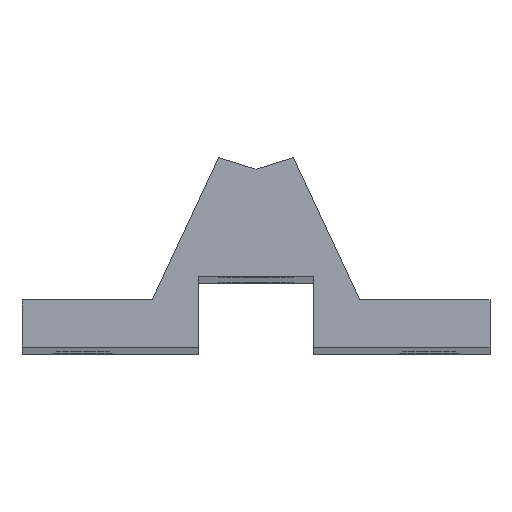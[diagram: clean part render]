
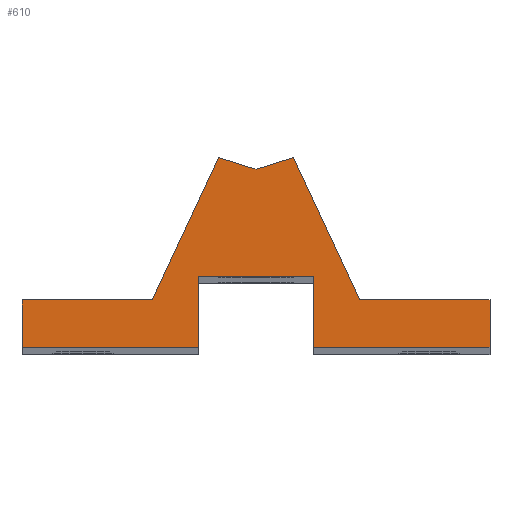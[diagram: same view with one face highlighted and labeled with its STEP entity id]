
A CAD part, top view. The second image highlights one B-rep face of the part: STEP entity #610.
In plain terms, the highlighted planar face has unit normal (0, 0, 1).
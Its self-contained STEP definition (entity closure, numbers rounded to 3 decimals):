
#50=PLANE('',#687);
#80=FACE_OUTER_BOUND('',#125,.T.);
#125=EDGE_LOOP('',(#559,#560,#561,#562,#563,#564,#565,#566,#567,#568,#569,
#570,#571));
#142=LINE('',#902,#199);
#152=LINE('',#919,#209);
#162=LINE('',#965,#219);
#166=LINE('',#972,#223);
#169=LINE('',#978,#226);
#172=LINE('',#984,#229);
#175=LINE('',#990,#232);
#178=LINE('',#996,#235);
#181=LINE('',#1002,#238);
#184=LINE('',#1008,#241);
#187=LINE('',#1014,#244);
#190=LINE('',#1020,#247);
#193=LINE('',#1025,#250);
#199=VECTOR('',#732,10.);
#209=VECTOR('',#750,10.);
#219=VECTOR('',#802,10.);
#223=VECTOR('',#808,10.);
#226=VECTOR('',#815,10.);
#229=VECTOR('',#820,10.);
#232=VECTOR('',#825,10.);
#235=VECTOR('',#830,10.);
#238=VECTOR('',#835,10.);
#241=VECTOR('',#840,10.);
#244=VECTOR('',#845,10.);
#247=VECTOR('',#850,10.);
#250=VECTOR('',#855,10.);
#282=VERTEX_POINT('',#899);
#283=VERTEX_POINT('',#901);
#286=VERTEX_POINT('',#917);
#300=VERTEX_POINT('',#963);
#301=VERTEX_POINT('',#964);
#304=VERTEX_POINT('',#977);
#306=VERTEX_POINT('',#983);
#308=VERTEX_POINT('',#989);
#310=VERTEX_POINT('',#995);
#312=VERTEX_POINT('',#1001);
#314=VERTEX_POINT('',#1007);
#316=VERTEX_POINT('',#1013);
#318=VERTEX_POINT('',#1019);
#339=EDGE_CURVE('',#282,#283,#142,.T.);
#349=EDGE_CURVE('',#286,#282,#152,.T.);
#371=EDGE_CURVE('',#300,#301,#162,.T.);
#375=EDGE_CURVE('',#301,#286,#166,.T.);
#378=EDGE_CURVE('',#283,#304,#169,.T.);
#381=EDGE_CURVE('',#304,#306,#172,.T.);
#384=EDGE_CURVE('',#306,#308,#175,.T.);
#387=EDGE_CURVE('',#308,#310,#178,.T.);
#390=EDGE_CURVE('',#310,#312,#181,.T.);
#393=EDGE_CURVE('',#312,#314,#184,.T.);
#396=EDGE_CURVE('',#314,#316,#187,.T.);
#399=EDGE_CURVE('',#316,#318,#190,.T.);
#402=EDGE_CURVE('',#318,#300,#193,.T.);
#559=ORIENTED_EDGE('',*,*,#371,.F.);
#560=ORIENTED_EDGE('',*,*,#402,.F.);
#561=ORIENTED_EDGE('',*,*,#399,.F.);
#562=ORIENTED_EDGE('',*,*,#396,.F.);
#563=ORIENTED_EDGE('',*,*,#393,.F.);
#564=ORIENTED_EDGE('',*,*,#390,.F.);
#565=ORIENTED_EDGE('',*,*,#387,.F.);
#566=ORIENTED_EDGE('',*,*,#384,.F.);
#567=ORIENTED_EDGE('',*,*,#381,.F.);
#568=ORIENTED_EDGE('',*,*,#378,.F.);
#569=ORIENTED_EDGE('',*,*,#339,.F.);
#570=ORIENTED_EDGE('',*,*,#349,.F.);
#571=ORIENTED_EDGE('',*,*,#375,.F.);
#610=ADVANCED_FACE('',(#80),#50,.T.);
#687=AXIS2_PLACEMENT_3D('',#1028,#859,#860);
#732=DIRECTION('',(0.954,0.301,0.));
#750=DIRECTION('',(0.954,-0.301,0.));
#802=DIRECTION('',(1.,0.,0.));
#808=DIRECTION('',(0.423,0.906,0.));
#815=DIRECTION('',(0.423,-0.906,0.));
#820=DIRECTION('',(1.,0.,0.));
#825=DIRECTION('',(0.,-1.,0.));
#830=DIRECTION('',(-1.,0.,0.));
#835=DIRECTION('',(0.,1.,0.));
#840=DIRECTION('',(-1.,0.,0.));
#845=DIRECTION('',(0.,-1.,0.));
#850=DIRECTION('',(-1.,0.,0.));
#855=DIRECTION('',(0.,1.,0.));
#859=DIRECTION('center_axis',(0.,0.,1.));
#860=DIRECTION('ref_axis',(1.,0.,0.));
#899=CARTESIAN_POINT('',(0.,22.772,599.5));
#901=CARTESIAN_POINT('',(5.5,24.506,599.5));
#902=CARTESIAN_POINT('',(5.5,24.506,599.5));
#917=CARTESIAN_POINT('',(-5.5,24.506,599.5));
#919=CARTESIAN_POINT('',(0.,22.772,599.5));
#963=CARTESIAN_POINT('',(-34.5,3.5,599.5));
#964=CARTESIAN_POINT('',(-15.295,3.5,599.5));
#965=CARTESIAN_POINT('',(-15.295,3.5,599.5));
#972=CARTESIAN_POINT('',(-5.5,24.506,599.5));
#977=CARTESIAN_POINT('',(15.295,3.5,599.5));
#978=CARTESIAN_POINT('',(15.295,3.5,599.5));
#983=CARTESIAN_POINT('',(34.5,3.5,599.5));
#984=CARTESIAN_POINT('',(34.5,3.5,599.5));
#989=CARTESIAN_POINT('',(34.5,-3.5,599.5));
#990=CARTESIAN_POINT('',(34.5,-3.5,599.5));
#995=CARTESIAN_POINT('',(8.5,-3.5,599.5));
#996=CARTESIAN_POINT('',(8.5,-3.5,599.5));
#1001=CARTESIAN_POINT('',(8.5,7.,599.5));
#1002=CARTESIAN_POINT('',(8.5,7.,599.5));
#1007=CARTESIAN_POINT('',(-8.5,7.,599.5));
#1008=CARTESIAN_POINT('',(-8.5,7.,599.5));
#1013=CARTESIAN_POINT('',(-8.5,-3.5,599.5));
#1014=CARTESIAN_POINT('',(-8.5,-3.5,599.5));
#1019=CARTESIAN_POINT('',(-34.5,-3.5,599.5));
#1020=CARTESIAN_POINT('',(-34.5,-3.5,599.5));
#1025=CARTESIAN_POINT('',(-34.5,3.5,599.5));
#1028=CARTESIAN_POINT('Origin',(0.,5.142,599.5));
